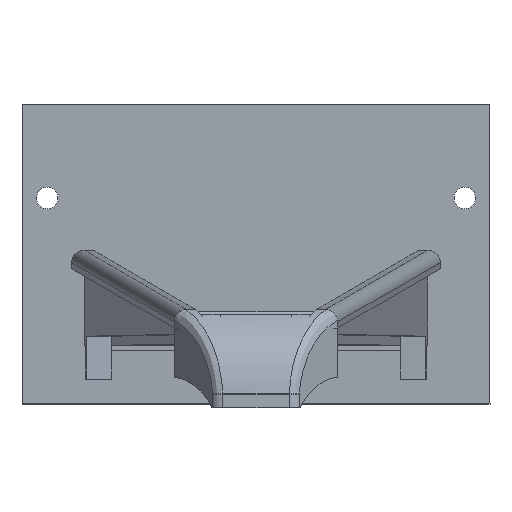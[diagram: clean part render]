
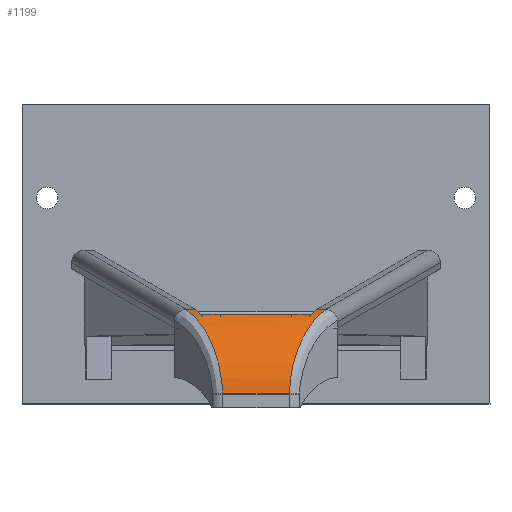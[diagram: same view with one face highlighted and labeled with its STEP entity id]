
A CAD part, top view. The second image highlights one B-rep face of the part: STEP entity #1199.
In plain terms, the highlighted cylindrical face has radius 8 mm (diameter 16 mm), a partial arc.
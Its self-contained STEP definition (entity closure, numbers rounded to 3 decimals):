
#37 = VERTEX_POINT ( 'NONE', #3465 ) ;
#91 = CARTESIAN_POINT ( 'NONE',  ( -19.05, 37.1, 115.5 ) ) ;
#95 = VECTOR ( 'NONE', #981, 1000. ) ;
#135 = B_SPLINE_CURVE_WITH_KNOTS ( 'NONE', 3,
 ( #1419, #2590, #3775, #1154 ),
 .UNSPECIFIED., .F., .F.,
 ( 4, 4 ),
 ( 0., 0. ),
 .UNSPECIFIED. ) ;
#147 = CARTESIAN_POINT ( 'NONE',  ( 4.906, 37.1, 115.5 ) ) ;
#168 = CARTESIAN_POINT ( 'NONE',  ( 4.658, 36.847, 116.079 ) ) ;
#176 = CARTESIAN_POINT ( 'NONE',  ( 4.906, 37.1, 115.5 ) ) ;
#222 = CARTESIAN_POINT ( 'NONE',  ( -2.713, 30.291, 120.497 ) ) ;
#236 = VERTEX_POINT ( 'NONE', #3038 ) ;
#251 = CARTESIAN_POINT ( 'NONE',  ( -19.05, 36.7, 116.35 ) ) ;
#305 = VECTOR ( 'NONE', #992, 1000. ) ;
#355 = CARTESIAN_POINT ( 'NONE',  ( -5.708, 37.099, 115.502 ) ) ;
#383 = CARTESIAN_POINT ( 'NONE',  ( 4.514, 36.7, 116.35 ) ) ;
#393 = EDGE_CURVE ( 'NONE', #1160, #236, #3648, .T. ) ;
#409 = VECTOR ( 'NONE', #2439, 1000. ) ;
#467 = EDGE_CURVE ( 'NONE', #1160, #1149, #1158, .T. ) ;
#468 = CARTESIAN_POINT ( 'NONE',  ( 3.967, 35.933, 118.406 ) ) ;
#489 = EDGE_CURVE ( 'NONE', #37, #3190, #3103, .T. ) ;
#514 = VECTOR ( 'NONE', #2151, 1000. ) ;
#543 = VERTEX_POINT ( 'NONE', #222 ) ;
#585 = EDGE_CURVE ( 'NONE', #3423, #236, #135, .T. ) ;
#595 = CARTESIAN_POINT ( 'NONE',  ( 2.906, 36.7, 116.35 ) ) ;
#650 = CARTESIAN_POINT ( 'NONE',  ( -5.667, 37.1, 115.5 ) ) ;
#672 = ORIENTED_EDGE ( 'NONE', *, *, #1971, .T. ) ;
#682 = VERTEX_POINT ( 'NONE', #1901 ) ;
#697 = CARTESIAN_POINT ( 'NONE',  ( -19.05, 37.1, 115.5 ) ) ;
#702 = ORIENTED_EDGE ( 'NONE', *, *, #2680, .T. ) ;
#707 = CARTESIAN_POINT ( 'NONE',  ( 5.708, 37.099, 115.502 ) ) ;
#834 = DIRECTION ( 'NONE',  ( 0., 0., -1. ) ) ;
#862 = VERTEX_POINT ( 'NONE', #2951 ) ;
#981 = DIRECTION ( 'NONE',  ( 1., 0., 0. ) ) ;
#992 = DIRECTION ( 'NONE',  ( -1., 0., 0. ) ) ;
#1008 =( BOUNDED_CURVE ( )  B_SPLINE_CURVE ( 3, ( #1973, #1691, #2052, #2924 ),
 .UNSPECIFIED., .F., .F. ) 
 B_SPLINE_CURVE_WITH_KNOTS ( ( 4, 4 ),
 ( 5.094, 6.206 ),
 .UNSPECIFIED. ) 
 CURVE ( )  GEOMETRIC_REPRESENTATION_ITEM ( )  RATIONAL_B_SPLINE_CURVE ( ( 1., 0.9, 0.9, 1. ) ) 
 REPRESENTATION_ITEM ( '' )  );
#1026 = EDGE_CURVE ( 'NONE', #37, #862, #3682, .T. ) ;
#1031 = CARTESIAN_POINT ( 'NONE',  ( -19.05, 36.7, 116.35 ) ) ;
#1047 = EDGE_CURVE ( 'NONE', #682, #3423, #3518, .T. ) ;
#1060 = EDGE_CURVE ( 'NONE', #1149, #2295, #1599, .T. ) ;
#1149 = VERTEX_POINT ( 'NONE', #2160 ) ;
#1154 = CARTESIAN_POINT ( 'NONE',  ( 5.667, 37.1, 115.5 ) ) ;
#1158 = B_SPLINE_CURVE_WITH_KNOTS ( 'NONE', 3,
 ( #147, #1844, #168, #383 ),
 .UNSPECIFIED., .F., .F.,
 ( 4, 4 ),
 ( 0., 0.001 ),
 .UNSPECIFIED. ) ;
#1160 = VERTEX_POINT ( 'NONE', #176 ) ;
#1199 = ADVANCED_FACE ( 'NONE', ( #1409 ), #2582, .T. ) ;
#1291 = EDGE_CURVE ( 'NONE', #3519, #1952, #2250, .T. ) ;
#1343 = CARTESIAN_POINT ( 'NONE',  ( -4.658, 36.847, 116.079 ) ) ;
#1409 = FACE_OUTER_BOUND ( 'NONE', #3259, .T. ) ;
#1419 = CARTESIAN_POINT ( 'NONE',  ( 5.708, 37.099, 115.502 ) ) ;
#1522 = EDGE_CURVE ( 'NONE', #1952, #3190, #2159, .T. ) ;
#1594 = EDGE_CURVE ( 'NONE', #862, #543, #1008, .T. ) ;
#1599 = LINE ( 'NONE', #1031, #305 ) ;
#1691 = CARTESIAN_POINT ( 'NONE',  ( -3.967, 35.933, 118.406 ) ) ;
#1707 = ORIENTED_EDGE ( 'NONE', *, *, #1594, .T. ) ;
#1725 = LINE ( 'NONE', #2900, #2001 ) ;
#1815 = CARTESIAN_POINT ( 'NONE',  ( -5.681, 37.1, 115.5 ) ) ;
#1844 = CARTESIAN_POINT ( 'NONE',  ( 4.789, 36.981, 115.796 ) ) ;
#1901 = CARTESIAN_POINT ( 'NONE',  ( 2.713, 30.291, 120.497 ) ) ;
#1918 = CARTESIAN_POINT ( 'NONE',  ( 2.713, 30.291, 120.497 ) ) ;
#1952 = VERTEX_POINT ( 'NONE', #3695 ) ;
#1971 = EDGE_CURVE ( 'NONE', #543, #682, #1725, .T. ) ;
#1973 = CARTESIAN_POINT ( 'NONE',  ( -5.708, 37.099, 115.502 ) ) ;
#2001 = VECTOR ( 'NONE', #3469, 1000. ) ;
#2050 = AXIS2_PLACEMENT_3D ( 'NONE', #3463, #3156, #834 ) ;
#2052 = CARTESIAN_POINT ( 'NONE',  ( -2.857, 33.41, 120.256 ) ) ;
#2151 = DIRECTION ( 'NONE',  ( -1., 0., 0. ) ) ;
#2159 = B_SPLINE_CURVE_WITH_KNOTS ( 'NONE', 3,
 ( #3108, #1343, #2791, #2283 ),
 .UNSPECIFIED., .F., .F.,
 ( 4, 4 ),
 ( 0., 0.001 ),
 .UNSPECIFIED. ) ;
#2160 = CARTESIAN_POINT ( 'NONE',  ( 4.514, 36.7, 116.35 ) ) ;
#2250 = LINE ( 'NONE', #251, #2669 ) ;
#2262 = ORIENTED_EDGE ( 'NONE', *, *, #1026, .T. ) ;
#2283 = CARTESIAN_POINT ( 'NONE',  ( -4.906, 37.1, 115.5 ) ) ;
#2295 = VERTEX_POINT ( 'NONE', #595 ) ;
#2298 = ORIENTED_EDGE ( 'NONE', *, *, #1522, .T. ) ;
#2307 = ORIENTED_EDGE ( 'NONE', *, *, #1291, .T. ) ;
#2439 = DIRECTION ( 'NONE',  ( 1., 0., 0. ) ) ;
#2582 = CYLINDRICAL_SURFACE ( 'NONE', #2050, 8. ) ;
#2590 = CARTESIAN_POINT ( 'NONE',  ( 5.695, 37.1, 115.501 ) ) ;
#2601 = DIRECTION ( 'NONE',  ( -1., 0., 0. ) ) ;
#2641 = CARTESIAN_POINT ( 'NONE',  ( 5.708, 37.099, 115.502 ) ) ;
#2669 = VECTOR ( 'NONE', #2601, 1000. ) ;
#2674 = ORIENTED_EDGE ( 'NONE', *, *, #489, .F. ) ;
#2680 = EDGE_CURVE ( 'NONE', #2295, #3519, #2826, .T. ) ;
#2791 = CARTESIAN_POINT ( 'NONE',  ( -4.789, 36.981, 115.796 ) ) ;
#2826 = LINE ( 'NONE', #3379, #514 ) ;
#2900 = CARTESIAN_POINT ( 'NONE',  ( -19.05, 30.291, 120.497 ) ) ;
#2924 = CARTESIAN_POINT ( 'NONE',  ( -2.713, 30.291, 120.497 ) ) ;
#2951 = CARTESIAN_POINT ( 'NONE',  ( -5.708, 37.099, 115.502 ) ) ;
#2965 = ORIENTED_EDGE ( 'NONE', *, *, #393, .F. ) ;
#2999 = CARTESIAN_POINT ( 'NONE',  ( -5.695, 37.1, 115.501 ) ) ;
#3038 = CARTESIAN_POINT ( 'NONE',  ( 5.667, 37.1, 115.5 ) ) ;
#3048 = CARTESIAN_POINT ( 'NONE',  ( -2.906, 36.7, 116.35 ) ) ;
#3103 = LINE ( 'NONE', #91, #95 ) ;
#3108 = CARTESIAN_POINT ( 'NONE',  ( -4.514, 36.7, 116.35 ) ) ;
#3156 = DIRECTION ( 'NONE',  ( 1., 0., 0. ) ) ;
#3190 = VERTEX_POINT ( 'NONE', #3770 ) ;
#3253 = ORIENTED_EDGE ( 'NONE', *, *, #1047, .T. ) ;
#3259 = EDGE_LOOP ( 'NONE', ( #2674, #2262, #1707, #672, #3253, #3696, #2965, #3278, #3321, #702, #2307, #2298 ) ) ;
#3278 = ORIENTED_EDGE ( 'NONE', *, *, #467, .T. ) ;
#3321 = ORIENTED_EDGE ( 'NONE', *, *, #1060, .T. ) ;
#3350 = CARTESIAN_POINT ( 'NONE',  ( 2.857, 33.41, 120.256 ) ) ;
#3379 = CARTESIAN_POINT ( 'NONE',  ( -19.05, 36.7, 116.35 ) ) ;
#3423 = VERTEX_POINT ( 'NONE', #2641 ) ;
#3463 = CARTESIAN_POINT ( 'NONE',  ( -19.05, 29.675, 112.521 ) ) ;
#3465 = CARTESIAN_POINT ( 'NONE',  ( -5.667, 37.1, 115.5 ) ) ;
#3469 = DIRECTION ( 'NONE',  ( 1., 0., 0. ) ) ;
#3518 =( BOUNDED_CURVE ( )  B_SPLINE_CURVE ( 3, ( #1918, #3350, #468, #707 ),
 .UNSPECIFIED., .F., .F. ) 
 B_SPLINE_CURVE_WITH_KNOTS ( ( 4, 4 ),
 ( 3.219, 4.33 ),
 .UNSPECIFIED. ) 
 CURVE ( )  GEOMETRIC_REPRESENTATION_ITEM ( )  RATIONAL_B_SPLINE_CURVE ( ( 1., 0.9, 0.9, 1. ) ) 
 REPRESENTATION_ITEM ( '' )  );
#3519 = VERTEX_POINT ( 'NONE', #3048 ) ;
#3648 = LINE ( 'NONE', #697, #409 ) ;
#3682 = B_SPLINE_CURVE_WITH_KNOTS ( 'NONE', 3,
 ( #650, #1815, #2999, #355 ),
 .UNSPECIFIED., .F., .F.,
 ( 4, 4 ),
 ( 0., 0. ),
 .UNSPECIFIED. ) ;
#3695 = CARTESIAN_POINT ( 'NONE',  ( -4.514, 36.7, 116.35 ) ) ;
#3696 = ORIENTED_EDGE ( 'NONE', *, *, #585, .T. ) ;
#3770 = CARTESIAN_POINT ( 'NONE',  ( -4.906, 37.1, 115.5 ) ) ;
#3775 = CARTESIAN_POINT ( 'NONE',  ( 5.681, 37.1, 115.5 ) ) ;
